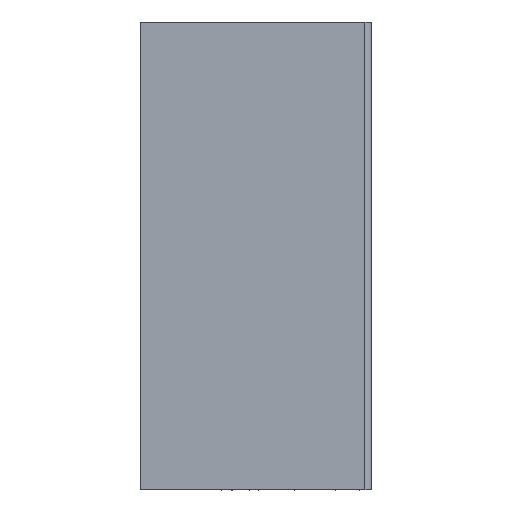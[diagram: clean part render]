
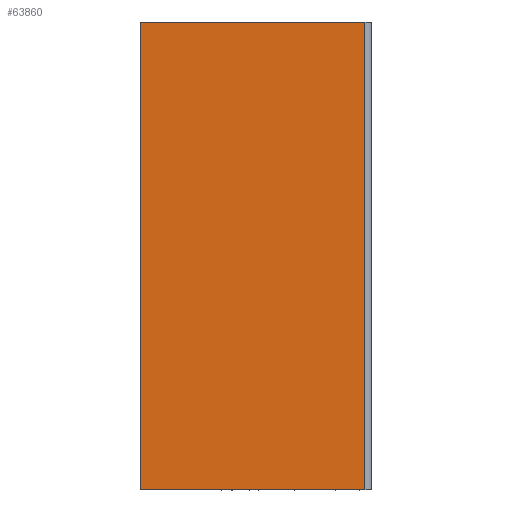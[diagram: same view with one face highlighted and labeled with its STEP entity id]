
A CAD part, left-side view. The second image highlights one B-rep face of the part: STEP entity #63860.
In plain terms, the highlighted planar face has unit normal (-1, 0, 0).
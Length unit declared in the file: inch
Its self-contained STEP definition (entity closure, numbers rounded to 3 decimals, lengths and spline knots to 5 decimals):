
#13090 = ORIENTED_EDGE ( 'NONE', *, *, #61984, .T. ) ;
#13091 = ORIENTED_EDGE ( 'NONE', *, *, #61983, .T. ) ;
#13092 = ORIENTED_EDGE ( 'NONE', *, *, #61985, .T. ) ;
#13093 = ORIENTED_EDGE ( 'NONE', *, *, #61982, .T. ) ;
#16400 = CARTESIAN_POINT ( 'NONE',  ( -2.44324, -1.17635, -3.31463 ) ) ;
#16401 = CARTESIAN_POINT ( 'NONE',  ( -2.44324, 0.35365, -3.31463 ) ) ;
#16403 = CARTESIAN_POINT ( 'NONE',  ( -2.44324, 0.35365, -0.12563 ) ) ;
#16405 = CARTESIAN_POINT ( 'NONE',  ( -2.44324, -1.17635, -0.12563 ) ) ;
#20773 = VECTOR ( 'NONE', #40925, 39.37008 ) ;
#20774 = VECTOR ( 'NONE', #40927, 39.37008 ) ;
#20775 = VECTOR ( 'NONE', #40929, 39.37008 ) ;
#20776 = VECTOR ( 'NONE', #40931, 39.37008 ) ;
#24159 = LINE ( 'NONE', #40924, #20773 ) ;
#24160 = LINE ( 'NONE', #40926, #20774 ) ;
#24161 = LINE ( 'NONE', #40928, #20775 ) ;
#24162 = LINE ( 'NONE', #40930, #20776 ) ;
#24784 = FACE_OUTER_BOUND ( 'NONE', #36423, .T. ) ;
#36423 = EDGE_LOOP ( 'NONE', ( #13090, #13092, #13091, #13093 ) ) ;
#40924 = CARTESIAN_POINT ( 'NONE',  ( -2.44324, -1.17635, -1.72013 ) ) ;
#40925 = DIRECTION ( 'NONE',  ( 0., 0., 1. ) ) ;
#40926 = CARTESIAN_POINT ( 'NONE',  ( -2.44324, -0.41135, -3.31463 ) ) ;
#40927 = DIRECTION ( 'NONE',  ( 0., -1., 0. ) ) ;
#40928 = CARTESIAN_POINT ( 'NONE',  ( -2.44324, -0.41135, -0.12563 ) ) ;
#40929 = DIRECTION ( 'NONE',  ( 0., 1., 0. ) ) ;
#40930 = CARTESIAN_POINT ( 'NONE',  ( -2.44324, 0.35365, -1.72013 ) ) ;
#40931 = DIRECTION ( 'NONE',  ( 0., 0., -1. ) ) ;
#55796 = PLANE ( 'NONE',  #65127 ) ;
#55797 = CARTESIAN_POINT ( 'NONE',  ( -2.44324, -1.17635, -3.31463 ) ) ;
#55798 = DIRECTION ( 'NONE',  ( -1., 0., 0. ) ) ;
#55799 = DIRECTION ( 'NONE',  ( 0., 0., 1. ) ) ;
#58098 = VERTEX_POINT ( 'NONE', #16400 ) ;
#58099 = VERTEX_POINT ( 'NONE', #16401 ) ;
#58100 = VERTEX_POINT ( 'NONE', #16403 ) ;
#58101 = VERTEX_POINT ( 'NONE', #16405 ) ;
#61982 = EDGE_CURVE ( 'NONE', #58098, #58101, #24159, .T. ) ;
#61983 = EDGE_CURVE ( 'NONE', #58099, #58098, #24160, .T. ) ;
#61984 = EDGE_CURVE ( 'NONE', #58101, #58100, #24161, .T. ) ;
#61985 = EDGE_CURVE ( 'NONE', #58100, #58099, #24162, .T. ) ;
#63860 = ADVANCED_FACE ( 'NONE', ( #24784 ), #55796, .T. ) ;
#65127 = AXIS2_PLACEMENT_3D ( 'NONE', #55797, #55798, #55799 ) ;
